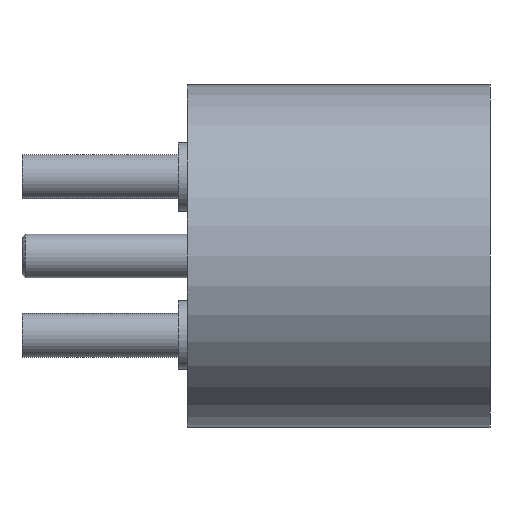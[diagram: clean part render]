
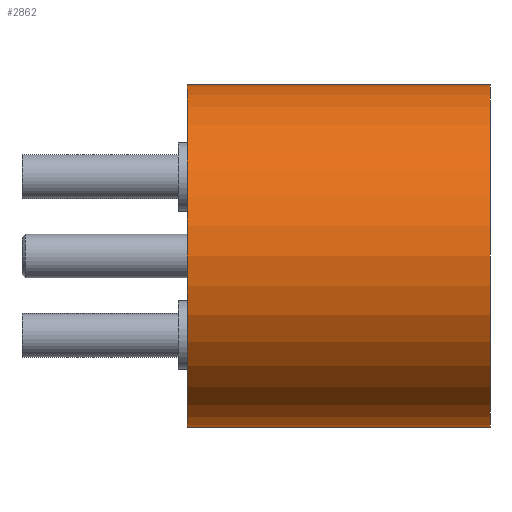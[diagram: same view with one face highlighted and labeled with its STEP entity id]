
A CAD part, front view. The second image highlights one B-rep face of the part: STEP entity #2862.
In plain terms, the highlighted cylindrical face has radius 2.75 mm (diameter 5.5 mm), a partial arc.
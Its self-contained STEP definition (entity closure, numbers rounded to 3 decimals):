
#48 = DIRECTION ( 'NONE',  ( 1., 0., 0. ) ) ;
#111 = VECTOR ( 'NONE', #2414, 1000. ) ;
#160 = DIRECTION ( 'NONE',  ( 0., 0., 1. ) ) ;
#239 = DIRECTION ( 'NONE',  ( 0., 0., 1. ) ) ;
#246 = VERTEX_POINT ( 'NONE', #515 ) ;
#348 = CARTESIAN_POINT ( 'NONE',  ( 2.75, 0., 0. ) ) ;
#365 = AXIS2_PLACEMENT_3D ( 'NONE', #1726, #239, #502 ) ;
#465 = DIRECTION ( 'NONE',  ( 1., 0., 0. ) ) ;
#502 = DIRECTION ( 'NONE',  ( 1., 0., 0. ) ) ;
#515 = CARTESIAN_POINT ( 'NONE',  ( 2.75, 0., -4.85 ) ) ;
#562 = VERTEX_POINT ( 'NONE', #3102 ) ;
#605 = EDGE_CURVE ( 'NONE', #1896, #1050, #1267, .T. ) ;
#684 = CARTESIAN_POINT ( 'NONE',  ( -2.75, 0., 0. ) ) ;
#836 = LINE ( 'NONE', #348, #1968 ) ;
#869 = FACE_OUTER_BOUND ( 'NONE', #3127, .T. ) ;
#1038 = EDGE_CURVE ( 'NONE', #1896, #246, #2351, .T. ) ;
#1050 = VERTEX_POINT ( 'NONE', #2690 ) ;
#1117 = CARTESIAN_POINT ( 'NONE',  ( -2.75, 0., -4.85 ) ) ;
#1267 = LINE ( 'NONE', #684, #111 ) ;
#1285 = AXIS2_PLACEMENT_3D ( 'NONE', #1659, #160, #465 ) ;
#1659 = CARTESIAN_POINT ( 'NONE',  ( 0., 0., 0. ) ) ;
#1726 = CARTESIAN_POINT ( 'NONE',  ( 0., 0., -4.85 ) ) ;
#1742 = CIRCLE ( 'NONE', #1285, 2.75 ) ;
#1797 = ORIENTED_EDGE ( 'NONE', *, *, #2581, .T. ) ;
#1896 = VERTEX_POINT ( 'NONE', #1117 ) ;
#1968 = VECTOR ( 'NONE', #3069, 1000. ) ;
#2003 = AXIS2_PLACEMENT_3D ( 'NONE', #2263, #3036, #48 ) ;
#2049 = CYLINDRICAL_SURFACE ( 'NONE', #2003, 2.75 ) ;
#2263 = CARTESIAN_POINT ( 'NONE',  ( 0., 0., 0. ) ) ;
#2351 = CIRCLE ( 'NONE', #365, 2.75 ) ;
#2414 = DIRECTION ( 'NONE',  ( 0., 0., 1. ) ) ;
#2581 = EDGE_CURVE ( 'NONE', #246, #562, #836, .T. ) ;
#2588 = ORIENTED_EDGE ( 'NONE', *, *, #1038, .T. ) ;
#2690 = CARTESIAN_POINT ( 'NONE',  ( -2.75, 0., 0. ) ) ;
#2703 = EDGE_CURVE ( 'NONE', #1050, #562, #1742, .T. ) ;
#2862 = ADVANCED_FACE ( 'NONE', ( #869 ), #2049, .T. ) ;
#2946 = ORIENTED_EDGE ( 'NONE', *, *, #605, .F. ) ;
#3017 = ORIENTED_EDGE ( 'NONE', *, *, #2703, .F. ) ;
#3036 = DIRECTION ( 'NONE',  ( 0., 0., 1. ) ) ;
#3069 = DIRECTION ( 'NONE',  ( 0., 0., 1. ) ) ;
#3102 = CARTESIAN_POINT ( 'NONE',  ( 2.75, 0., 0. ) ) ;
#3127 = EDGE_LOOP ( 'NONE', ( #2946, #2588, #1797, #3017 ) ) ;
